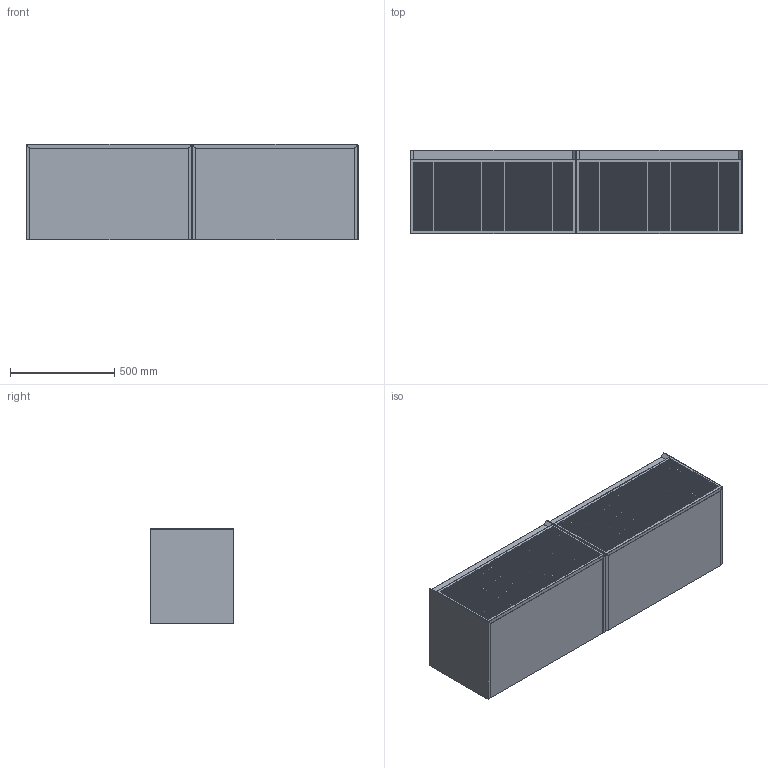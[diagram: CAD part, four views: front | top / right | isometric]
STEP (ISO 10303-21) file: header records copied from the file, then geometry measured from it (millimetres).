
FILE_DESCRIPTION (( 'STEP AP214' ), '1' );
FILE_NAME ('MO160W2_STEP_v10424.STEP', '2024-04-08T13:04:21', ( '' ), ( '' ), 'SwSTEP 2.0', 'SolidWorks 2019', '' );
FILE_SCHEMA (( 'AUTOMOTIVE_DESIGN' ));
Length unit declared in the file: millimetre
Products named in the file (5): MONUMENT Carcass_v10722_MO080W1 - 80cm; MONUMENT Furn_v10722_MO080W1 - 80cm; MO160W2_STEP_v10424; MONUMENT Drawers_v10722_MO080W1 - 80cm
Assembly tree (6 placements, depth 3):
  MO160W2_STEP_v10424
    MONUMENT Furn_v10722_MO080W1 - 80cm
      MONUMENT Carcass_v10722_MO080W1 - 80cm
      MONUMENT Drawers_v10722_MO080W1 - 80cm
    MONUMENT Furn_v10722_MO080W1 - 80cm
      MONUMENT Carcass_v10722_MO080W1 - 80cm
      MONUMENT Drawers_v10722_MO080W1 - 80cm
Bounding box: 1590 x 400 x 455 mm (x, y, z)
Volume: 53812126.6 mm3; surface area: 6788388.1 mm2
Topology: 20 solids, 20 shells, 986 faces, 2308 edges, 1484 vertices
Faces by surface type: cylinder 368, torus 308, plane 278, sphere 32
Entity records: 14512 total; most frequent: DIRECTION 2812, CARTESIAN_POINT 2396, ORIENTED_EDGE 2276, AXIS2_PLACEMENT_3D 1174, EDGE_CURVE 1138, VERTEX_POINT 742, CIRCLE 670, EDGE_LOOP 570
